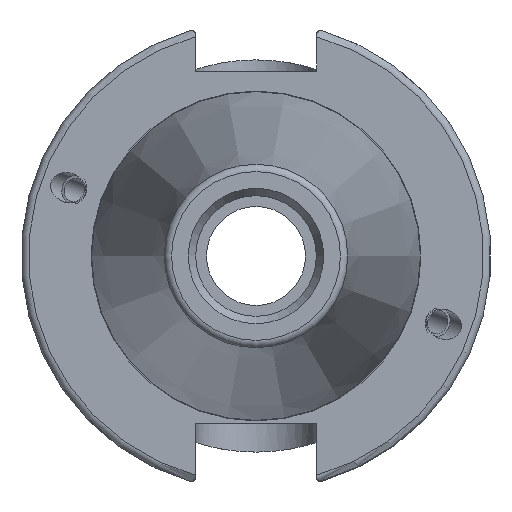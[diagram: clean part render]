
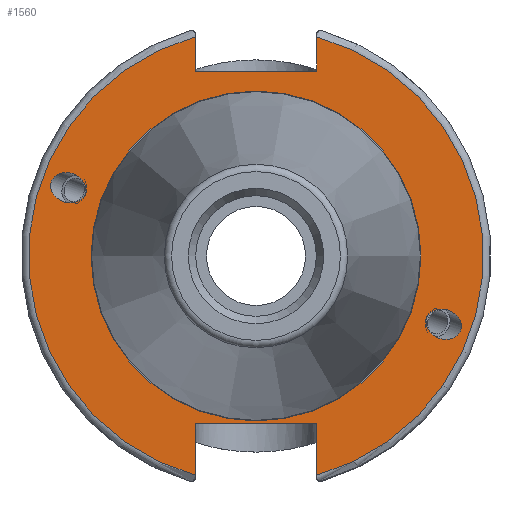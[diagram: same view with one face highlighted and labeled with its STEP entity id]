
A CAD part, left-side view. The second image highlights one B-rep face of the part: STEP entity #1560.
In plain terms, the highlighted planar face has unit normal (-1, 0, 0).
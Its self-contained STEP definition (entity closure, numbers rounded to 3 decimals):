
#94=LINE('',#2465,#180);
#108=LINE('',#2643,#194);
#119=LINE('',#2806,#205);
#120=LINE('',#2808,#206);
#121=LINE('',#2809,#207);
#122=LINE('',#2810,#208);
#180=VECTOR('',#1906,10.);
#194=VECTOR('',#1962,10.);
#205=VECTOR('',#2013,10.);
#206=VECTOR('',#2014,10.);
#207=VECTOR('',#2015,10.);
#208=VECTOR('',#2016,10.);
#292=FACE_BOUND('',#485,.T.);
#293=FACE_BOUND('',#486,.T.);
#294=FACE_BOUND('',#487,.T.);
#308=ELLIPSE('',#1716,2.442,2.);
#309=ELLIPSE('',#1717,2.442,2.);
#336=PLANE('',#1714);
#391=FACE_OUTER_BOUND('',#484,.T.);
#484=EDGE_LOOP('',(#1218,#1219,#1220,#1221,#1222,#1223,#1224,#1225));
#485=EDGE_LOOP('',(#1226));
#486=EDGE_LOOP('',(#1227));
#487=EDGE_LOOP('',(#1228));
#583=CIRCLE('',#1692,30.75);
#594=CIRCLE('',#1712,30.75);
#596=CIRCLE('',#1715,22.3);
#664=VERTEX_POINT('',#2462);
#665=VERTEX_POINT('',#2464);
#693=VERTEX_POINT('',#2618);
#697=VERTEX_POINT('',#2640);
#698=VERTEX_POINT('',#2642);
#725=VERTEX_POINT('',#2785);
#728=VERTEX_POINT('',#2805);
#729=VERTEX_POINT('',#2807);
#730=VERTEX_POINT('',#2811);
#731=VERTEX_POINT('',#2813);
#732=VERTEX_POINT('',#2815);
#834=EDGE_CURVE('',#665,#664,#94,.T.);
#871=EDGE_CURVE('',#665,#693,#583,.T.);
#877=EDGE_CURVE('',#698,#697,#108,.T.);
#912=EDGE_CURVE('',#698,#725,#594,.T.);
#916=EDGE_CURVE('',#728,#725,#119,.T.);
#917=EDGE_CURVE('',#697,#729,#120,.T.);
#918=EDGE_CURVE('',#729,#693,#121,.T.);
#919=EDGE_CURVE('',#664,#728,#122,.T.);
#920=EDGE_CURVE('',#730,#730,#596,.T.);
#921=EDGE_CURVE('',#731,#731,#308,.T.);
#922=EDGE_CURVE('',#732,#732,#309,.T.);
#1218=ORIENTED_EDGE('',*,*,#916,.T.);
#1219=ORIENTED_EDGE('',*,*,#912,.F.);
#1220=ORIENTED_EDGE('',*,*,#877,.T.);
#1221=ORIENTED_EDGE('',*,*,#917,.T.);
#1222=ORIENTED_EDGE('',*,*,#918,.T.);
#1223=ORIENTED_EDGE('',*,*,#871,.F.);
#1224=ORIENTED_EDGE('',*,*,#834,.T.);
#1225=ORIENTED_EDGE('',*,*,#919,.T.);
#1226=ORIENTED_EDGE('',*,*,#920,.F.);
#1227=ORIENTED_EDGE('',*,*,#921,.T.);
#1228=ORIENTED_EDGE('',*,*,#922,.T.);
#1560=ADVANCED_FACE('',(#391,#292,#293,#294),#336,.T.);
#1692=AXIS2_PLACEMENT_3D('',#2619,#1954,#1955);
#1712=AXIS2_PLACEMENT_3D('',#2786,#2007,#2008);
#1714=AXIS2_PLACEMENT_3D('',#2804,#2011,#2012);
#1715=AXIS2_PLACEMENT_3D('',#2812,#2017,#2018);
#1716=AXIS2_PLACEMENT_3D('',#2814,#2019,#2020);
#1717=AXIS2_PLACEMENT_3D('',#2816,#2021,#2022);
#1906=DIRECTION('',(0.,0.,1.));
#1954=DIRECTION('center_axis',(1.,0.,0.));
#1955=DIRECTION('ref_axis',(0.,1.,0.));
#1962=DIRECTION('',(0.,0.,-1.));
#2007=DIRECTION('center_axis',(1.,0.,0.));
#2008=DIRECTION('ref_axis',(0.,-1.,0.));
#2011=DIRECTION('center_axis',(-1.,0.,0.));
#2012=DIRECTION('ref_axis',(0.,0.,1.));
#2013=DIRECTION('',(0.,0.,-1.));
#2014=DIRECTION('',(0.,1.,0.));
#2015=DIRECTION('',(0.,0.,1.));
#2016=DIRECTION('',(0.,-1.,0.));
#2017=DIRECTION('center_axis',(-1.,0.,0.));
#2018=DIRECTION('ref_axis',(0.,-1.,0.));
#2019=DIRECTION('center_axis',(1.,0.,0.));
#2020=DIRECTION('ref_axis',(0.,0.94,0.342));
#2021=DIRECTION('center_axis',(1.,0.,0.));
#2022=DIRECTION('ref_axis',(0.,-0.94,-0.342));
#2462=CARTESIAN_POINT('',(3.175,8.193,-22.6));
#2464=CARTESIAN_POINT('',(3.175,8.193,-29.638));
#2465=CARTESIAN_POINT('',(3.175,8.193,-11.3));
#2618=CARTESIAN_POINT('',(3.175,8.19,29.639));
#2619=CARTESIAN_POINT('Origin',(3.175,0.,0.));
#2640=CARTESIAN_POINT('',(3.175,-8.193,25.));
#2642=CARTESIAN_POINT('',(3.175,-8.193,29.638));
#2643=CARTESIAN_POINT('',(3.175,-8.193,12.5));
#2785=CARTESIAN_POINT('',(3.175,-8.19,-29.639));
#2786=CARTESIAN_POINT('Origin',(3.175,0.,0.));
#2804=CARTESIAN_POINT('Origin',(3.175,31.75,0.));
#2805=CARTESIAN_POINT('',(3.175,-8.19,-22.6));
#2806=CARTESIAN_POINT('',(3.175,-8.19,-11.3));
#2807=CARTESIAN_POINT('',(3.175,8.19,25.));
#2808=CARTESIAN_POINT('',(3.175,15.874,25.));
#2809=CARTESIAN_POINT('',(3.175,8.19,12.5));
#2810=CARTESIAN_POINT('',(3.175,15.876,-22.6));
#2811=CARTESIAN_POINT('',(3.175,0.,22.3));
#2812=CARTESIAN_POINT('Origin',(3.175,0.,0.));
#2813=CARTESIAN_POINT('',(3.175,23.077,8.399));
#2814=CARTESIAN_POINT('Origin',(3.175,25.372,9.235));
#2815=CARTESIAN_POINT('',(3.175,-23.077,-8.399));
#2816=CARTESIAN_POINT('Origin',(3.175,-25.372,-9.235));
